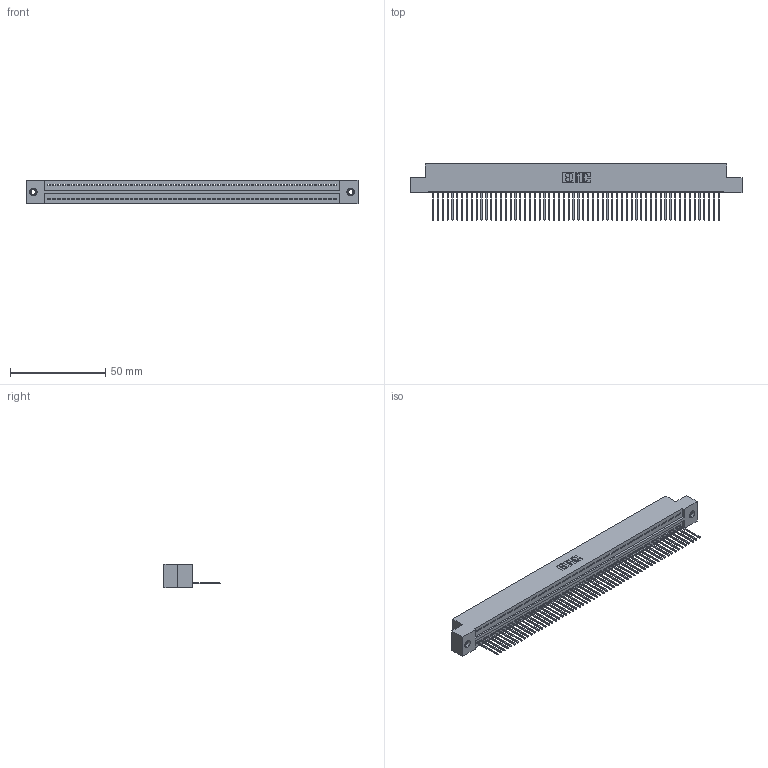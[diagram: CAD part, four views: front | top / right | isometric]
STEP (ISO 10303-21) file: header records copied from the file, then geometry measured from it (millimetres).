
FILE_DESCRIPTION (( 'STEP AP203' ), '1' );
FILE_NAME ('325-060-540-107.STEP', '2020-02-25T02:36:40', ( '' ), ( '' ), 'SwSTEP 2.0', 'SolidWorks 2016', '' );
FILE_SCHEMA (( 'CONFIG_CONTROL_DESIGN' ));
Length unit declared in the file: inch
Products named in the file (4): 325 Part_TI; 325-060-540-107; 325-292-001_325-293-140; 345-250-001_345-250-005-103
Assembly tree (63 placements, depth 2):
  325-060-540-107
    325 Part_TI
    325-292-001_325-293-140  x60
    345-250-001_345-250-005-103  x2
Bounding box: 174.12 x 29.46 x 12.45 mm (x, y, z)
Volume: 22313.7 mm3; surface area: 25311.3 mm2
Topology: 63 solids, 63 shells, 3654 faces, 11007 edges, 7250 vertices
Faces by surface type: plane 2622, cylinder 1016, cone 12, torus 4
Entity records: 35556 total; most frequent: CARTESIAN_POINT 6113, ORIENTED_EDGE 6102, DIRECTION 5153, EDGE_CURVE 3051, LINE 2903, VECTOR 2903, VERTEX_POINT 2028, AXIS2_PLACEMENT_3D 1125
